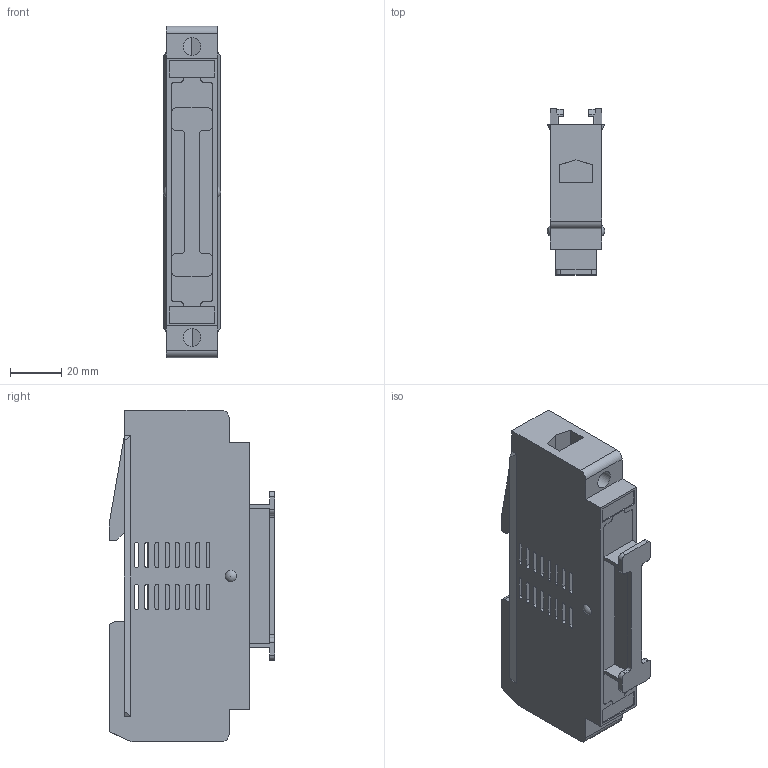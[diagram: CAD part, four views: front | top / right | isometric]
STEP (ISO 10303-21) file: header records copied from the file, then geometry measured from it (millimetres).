
FILE_DESCRIPTION((''),'2;1');
FILE_NAME('31555000.stp','2013-10-31T15:43:34',('Alois Weiner'),(''),'Autodesk Inventor 2013','Autodesk Inventor 2013','');
FILE_SCHEMA(('AUTOMOTIVE_DESIGN { 1 0 10303 214 1 1 1 1 }'));
Length unit declared in the file: millimetre
Products named in the file (3): 31555000; 77141000; 77143000
Assembly tree (2 placements, depth 2):
  31555000
    77141000
    77143000
Bounding box: 22.5 x 65 x 130 mm (x, y, z)
Volume: 95267.8 mm3; surface area: 50886.8 mm2
Topology: 2 solids, 2 shells, 332 faces, 960 edges, 635 vertices
Faces by surface type: plane 234, cylinder 96, sphere 2
Full cylindrical faces by diameter (mm): 7 x2
Entity records: 11036 total; most frequent: CARTESIAN_POINT 1922, ORIENTED_EDGE 1906, DIRECTION 1821, EDGE_CURVE 953, VECTOR 759, LINE 759, VERTEX_POINT 632, AXIS2_PLACEMENT_3D 531
